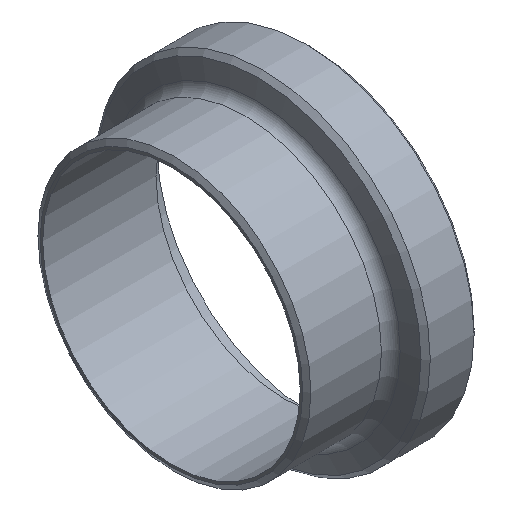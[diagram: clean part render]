
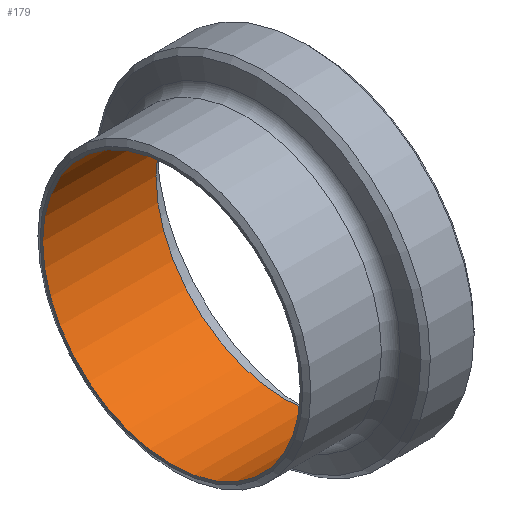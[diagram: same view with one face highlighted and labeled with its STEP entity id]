
A CAD part, isometric view. The second image highlights one B-rep face of the part: STEP entity #179.
In plain terms, the highlighted cylindrical face has radius 50 mm (diameter 100 mm), a full revolution.
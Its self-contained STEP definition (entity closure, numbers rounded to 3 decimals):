
#23=CYLINDRICAL_SURFACE('',#211,50.);
#39=FACE_BOUND('',#84,.T.);
#54=FACE_OUTER_BOUND('',#83,.T.);
#83=EDGE_LOOP('',(#158));
#84=EDGE_LOOP('',(#159));
#93=CIRCLE('',#196,50.);
#99=CIRCLE('',#210,50.);
#108=VERTEX_POINT('',#297);
#114=VERTEX_POINT('',#317);
#123=EDGE_CURVE('',#108,#108,#93,.T.);
#129=EDGE_CURVE('',#114,#114,#99,.T.);
#158=ORIENTED_EDGE('',*,*,#129,.T.);
#159=ORIENTED_EDGE('',*,*,#123,.F.);
#179=ADVANCED_FACE('',(#54,#39),#23,.F.);
#196=AXIS2_PLACEMENT_3D('',#298,#242,#243);
#210=AXIS2_PLACEMENT_3D('',#318,#270,#271);
#211=AXIS2_PLACEMENT_3D('',#319,#272,#273);
#242=DIRECTION('center_axis',(1.,0.,0.));
#243=DIRECTION('ref_axis',(0.,0.,-1.));
#270=DIRECTION('center_axis',(1.,0.,0.));
#271=DIRECTION('ref_axis',(0.,0.,-1.));
#272=DIRECTION('center_axis',(1.,0.,0.));
#273=DIRECTION('ref_axis',(0.,1.,0.));
#297=CARTESIAN_POINT('',(-54.,50.,0.));
#298=CARTESIAN_POINT('Origin',(-54.,0.,0.));
#317=CARTESIAN_POINT('',(-10.,50.,0.));
#318=CARTESIAN_POINT('Origin',(-10.,0.,0.));
#319=CARTESIAN_POINT('Origin',(-32.,0.,0.));
